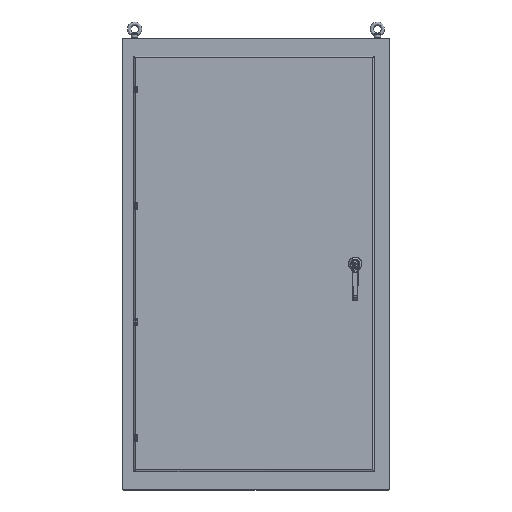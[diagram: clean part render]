
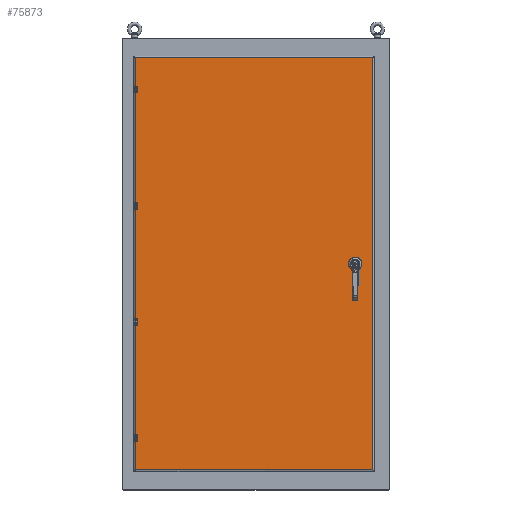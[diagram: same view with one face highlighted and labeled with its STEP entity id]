
A CAD part, top view. The second image highlights one B-rep face of the part: STEP entity #75873.
In plain terms, the highlighted planar face has unit normal (0, 0, 1).
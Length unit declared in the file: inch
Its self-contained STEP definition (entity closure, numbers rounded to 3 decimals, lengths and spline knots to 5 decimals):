
#4067 = CARTESIAN_POINT ( 'NONE',  ( 17.57628, 31.01378, 9.529 ) ) ;
#6630 = VERTEX_POINT ( 'NONE', #224816 ) ;
#7852 = CARTESIAN_POINT ( 'NONE',  ( -18.13878, 0., 9.529 ) ) ;
#13392 = CARTESIAN_POINT ( 'NONE',  ( 0., 0., 9.529 ) ) ;
#24423 = ORIENTED_EDGE ( 'NONE', *, *, #45040, .T. ) ;
#26890 = CARTESIAN_POINT ( 'NONE',  ( 0., 31.01378, 9.529 ) ) ;
#33115 = VECTOR ( 'NONE', #203475, 39.37008 ) ;
#38169 = DIRECTION ( 'NONE',  ( 1., 0., 0. ) ) ;
#45040 = EDGE_CURVE ( 'NONE', #252517, #223464, #88393, .T. ) ;
#47550 = VERTEX_POINT ( 'NONE', #4067 ) ;
#48593 = LINE ( 'NONE', #26890, #33115 ) ;
#57388 = LINE ( 'NONE', #97023, #123308 ) ;
#61943 = AXIS2_PLACEMENT_3D ( 'NONE', #13392, #131118, #110633 ) ;
#67720 = CARTESIAN_POINT ( 'NONE',  ( -18.13878, -31.01378, 9.529 ) ) ;
#67878 = DIRECTION ( 'NONE',  ( 0., 1., 0. ) ) ;
#68791 = ORIENTED_EDGE ( 'NONE', *, *, #130274, .T. ) ;
#69208 = DIRECTION ( 'NONE',  ( 0., -1., 0. ) ) ;
#74790 = FACE_OUTER_BOUND ( 'NONE', #160029, .T. ) ;
#75873 = ADVANCED_FACE ( 'NONE', ( #74790 ), #252582, .T. ) ;
#88393 = LINE ( 'NONE', #7852, #200423 ) ;
#97023 = CARTESIAN_POINT ( 'NONE',  ( 0., -31.01378, 9.529 ) ) ;
#110633 = DIRECTION ( 'NONE',  ( 1., 0., 0. ) ) ;
#123308 = VECTOR ( 'NONE', #38169, 39.37008 ) ;
#127325 = EDGE_CURVE ( 'NONE', #47550, #252517, #48593, .T. ) ;
#130274 = EDGE_CURVE ( 'NONE', #6630, #47550, #140927, .T. ) ;
#131118 = DIRECTION ( 'NONE',  ( 0., 0., 1. ) ) ;
#140927 = LINE ( 'NONE', #238136, #188636 ) ;
#160029 = EDGE_LOOP ( 'NONE', ( #24423, #194441, #68791, #181049 ) ) ;
#181049 = ORIENTED_EDGE ( 'NONE', *, *, #127325, .T. ) ;
#184696 = CARTESIAN_POINT ( 'NONE',  ( -18.13878, 31.01378, 9.529 ) ) ;
#188636 = VECTOR ( 'NONE', #67878, 39.37008 ) ;
#194441 = ORIENTED_EDGE ( 'NONE', *, *, #236436, .T. ) ;
#200423 = VECTOR ( 'NONE', #69208, 39.37008 ) ;
#203475 = DIRECTION ( 'NONE',  ( -1., 0., 0. ) ) ;
#223464 = VERTEX_POINT ( 'NONE', #67720 ) ;
#224816 = CARTESIAN_POINT ( 'NONE',  ( 17.57628, -31.01378, 9.529 ) ) ;
#236436 = EDGE_CURVE ( 'NONE', #223464, #6630, #57388, .T. ) ;
#238136 = CARTESIAN_POINT ( 'NONE',  ( 17.57628, 0., 9.529 ) ) ;
#252517 = VERTEX_POINT ( 'NONE', #184696 ) ;
#252582 = PLANE ( 'NONE',  #61943 ) ;
